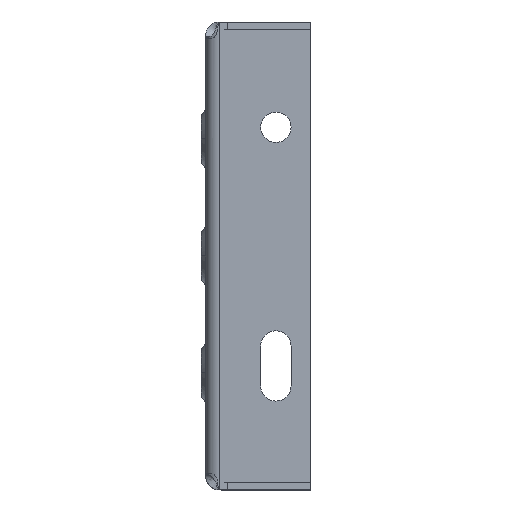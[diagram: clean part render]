
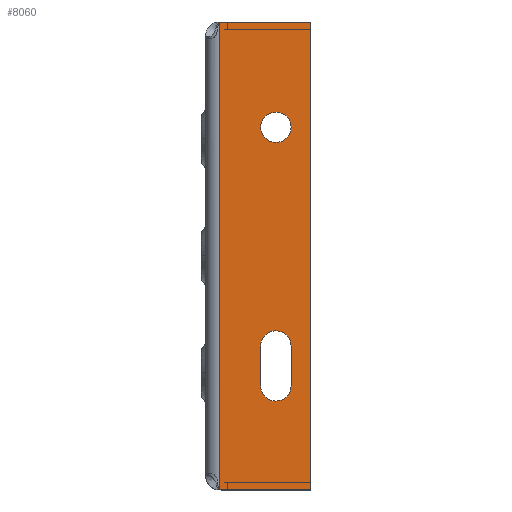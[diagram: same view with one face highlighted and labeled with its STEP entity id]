
A CAD part, left-side view. The second image highlights one B-rep face of the part: STEP entity #8060.
In plain terms, the highlighted planar face has unit normal (-1, 0, 0).
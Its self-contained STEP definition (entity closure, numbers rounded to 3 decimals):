
#112 = ORIENTED_EDGE ( 'NONE', *, *, #15061, .T. ) ;
#397 = CARTESIAN_POINT ( 'NONE',  ( -500., -6.812, 98. ) ) ;
#1300 = AXIS2_PLACEMENT_3D ( 'NONE', #397, #16861, #40524 ) ;
#1685 = ORIENTED_EDGE ( 'NONE', *, *, #33364, .T. ) ;
#1809 = ORIENTED_EDGE ( 'NONE', *, *, #7249, .T. ) ;
#3267 = VERTEX_POINT ( 'NONE', #28455 ) ;
#3695 = VERTEX_POINT ( 'NONE', #7749 ) ;
#3770 = CARTESIAN_POINT ( 'NONE',  ( -500., -23.507, -55.5 ) ) ;
#4110 = VECTOR ( 'NONE', #14438, 1000. ) ;
#4605 = LINE ( 'NONE', #24321, #32581 ) ;
#4952 = DIRECTION ( 'NONE',  ( 1., 0., 0. ) ) ;
#5137 = CARTESIAN_POINT ( 'NONE',  ( -500., -6., -99.828 ) ) ;
#7249 = EDGE_CURVE ( 'NONE', #30030, #20782, #4605, .T. ) ;
#7478 = DIRECTION ( 'NONE',  ( 0., 1., 0. ) ) ;
#7704 = AXIS2_PLACEMENT_3D ( 'NONE', #30457, #33748, #23879 ) ;
#7749 = CARTESIAN_POINT ( 'NONE',  ( -500., -36.507, 55. ) ) ;
#8003 = ORIENTED_EDGE ( 'NONE', *, *, #10612, .F. ) ;
#8060 = ADVANCED_FACE ( 'NONE', ( #26020, #15927, #29090 ), #25145, .F. ) ;
#9487 = CARTESIAN_POINT ( 'NONE',  ( -500., -45.007, -100. ) ) ;
#9655 = CIRCLE ( 'NONE', #40477, 6.5 ) ;
#10098 = VERTEX_POINT ( 'NONE', #3770 ) ;
#10200 = CARTESIAN_POINT ( 'NONE',  ( -500., -23.507, -38.5 ) ) ;
#10467 = VERTEX_POINT ( 'NONE', #29803 ) ;
#10612 = EDGE_CURVE ( 'NONE', #39255, #20782, #13565, .T. ) ;
#10836 = ORIENTED_EDGE ( 'NONE', *, *, #13983, .T. ) ;
#10973 = CARTESIAN_POINT ( 'NONE',  ( -500., -6.812, -98. ) ) ;
#11227 = CIRCLE ( 'NONE', #22421, 6.5 ) ;
#11729 = CARTESIAN_POINT ( 'NONE',  ( -500., -23.507, 0. ) ) ;
#12424 = DIRECTION ( 'NONE',  ( 1., 0., 0. ) ) ;
#12692 = DIRECTION ( 'NONE',  ( 1., 0., 0. ) ) ;
#13117 = DIRECTION ( 'NONE',  ( 0., 1., 0. ) ) ;
#13464 = CARTESIAN_POINT ( 'NONE',  ( -500., -36.507, 0. ) ) ;
#13565 = LINE ( 'NONE', #24295, #4110 ) ;
#13730 = EDGE_CURVE ( 'NONE', #21080, #39255, #15290, .T. ) ;
#13983 = EDGE_CURVE ( 'NONE', #10467, #3267, #20026, .T. ) ;
#14265 = DIRECTION ( 'NONE',  ( 1., 0., 0. ) ) ;
#14355 = CARTESIAN_POINT ( 'NONE',  ( -500., -6.812, -100. ) ) ;
#14438 = DIRECTION ( 'NONE',  ( 0., -1., 0. ) ) ;
#15033 = DIRECTION ( 'NONE',  ( 0., 0., 1. ) ) ;
#15061 = EDGE_CURVE ( 'NONE', #3267, #10098, #34307, .T. ) ;
#15290 = CIRCLE ( 'NONE', #1300, 2. ) ;
#15530 = EDGE_LOOP ( 'NONE', ( #26471, #31497, #41128, #1809, #8003, #30994 ) ) ;
#15893 = AXIS2_PLACEMENT_3D ( 'NONE', #38246, #4952, #18319 ) ;
#15927 = FACE_BOUND ( 'NONE', #37203, .T. ) ;
#16676 = VECTOR ( 'NONE', #22861, 1000. ) ;
#16861 = DIRECTION ( 'NONE',  ( 1., 0., 0. ) ) ;
#16981 = EDGE_LOOP ( 'NONE', ( #1685, #27667, #10836, #112 ) ) ;
#17176 = DIRECTION ( 'NONE',  ( 0., 0., -1. ) ) ;
#18319 = DIRECTION ( 'NONE',  ( 0., 1., 0. ) ) ;
#18330 = LINE ( 'NONE', #11729, #21936 ) ;
#19120 = ORIENTED_EDGE ( 'NONE', *, *, #37520, .T. ) ;
#19269 = CIRCLE ( 'NONE', #33311, 2. ) ;
#20026 = LINE ( 'NONE', #13464, #20916 ) ;
#20782 = VERTEX_POINT ( 'NONE', #32414 ) ;
#20916 = VECTOR ( 'NONE', #17176, 1000. ) ;
#20981 = CARTESIAN_POINT ( 'NONE',  ( -500., -6., 99.828 ) ) ;
#21080 = VERTEX_POINT ( 'NONE', #20981 ) ;
#21765 = EDGE_CURVE ( 'NONE', #27197, #21080, #36023, .T. ) ;
#21936 = VECTOR ( 'NONE', #15033, 1000. ) ;
#22421 = AXIS2_PLACEMENT_3D ( 'NONE', #23202, #12692, #13117 ) ;
#22861 = DIRECTION ( 'NONE',  ( 0., 1., 0. ) ) ;
#22864 = VERTEX_POINT ( 'NONE', #14355 ) ;
#23202 = CARTESIAN_POINT ( 'NONE',  ( -500., -30.007, 55. ) ) ;
#23239 = EDGE_CURVE ( 'NONE', #30030, #22864, #39520, .T. ) ;
#23879 = DIRECTION ( 'NONE',  ( 0., 1., 0. ) ) ;
#24295 = CARTESIAN_POINT ( 'NONE',  ( -500., -45.007, 100. ) ) ;
#24321 = CARTESIAN_POINT ( 'NONE',  ( -500., -45.007, 140.5 ) ) ;
#24994 = CIRCLE ( 'NONE', #15893, 6.5 ) ;
#25145 = PLANE ( 'NONE',  #31951 ) ;
#26020 = FACE_BOUND ( 'NONE', #16981, .T. ) ;
#26071 = CARTESIAN_POINT ( 'NONE',  ( -500., -23.507, 55. ) ) ;
#26370 = DIRECTION ( 'NONE',  ( 0., 0., 1. ) ) ;
#26471 = ORIENTED_EDGE ( 'NONE', *, *, #21765, .F. ) ;
#27197 = VERTEX_POINT ( 'NONE', #5137 ) ;
#27649 = DIRECTION ( 'NONE',  ( 0., 0., -1. ) ) ;
#27667 = ORIENTED_EDGE ( 'NONE', *, *, #36674, .T. ) ;
#28455 = CARTESIAN_POINT ( 'NONE',  ( -500., -36.507, -55.5 ) ) ;
#28881 = CARTESIAN_POINT ( 'NONE',  ( -500., 495.493, 0. ) ) ;
#29090 = FACE_OUTER_BOUND ( 'NONE', #15530, .T. ) ;
#29164 = VECTOR ( 'NONE', #26370, 1000. ) ;
#29803 = CARTESIAN_POINT ( 'NONE',  ( -500., -36.507, -38.5 ) ) ;
#29815 = EDGE_CURVE ( 'NONE', #22864, #27197, #19269, .T. ) ;
#30030 = VERTEX_POINT ( 'NONE', #36585 ) ;
#30457 = CARTESIAN_POINT ( 'NONE',  ( -500., -30.007, -55.5 ) ) ;
#30994 = ORIENTED_EDGE ( 'NONE', *, *, #13730, .F. ) ;
#31497 = ORIENTED_EDGE ( 'NONE', *, *, #29815, .F. ) ;
#31951 = AXIS2_PLACEMENT_3D ( 'NONE', #28881, #12424, #42642 ) ;
#32414 = CARTESIAN_POINT ( 'NONE',  ( -500., -45.007, 100. ) ) ;
#32581 = VECTOR ( 'NONE', #37689, 1000. ) ;
#33311 = AXIS2_PLACEMENT_3D ( 'NONE', #10973, #14265, #27649 ) ;
#33364 = EDGE_CURVE ( 'NONE', #10098, #40374, #18330, .T. ) ;
#33748 = DIRECTION ( 'NONE',  ( 1., 0., 0. ) ) ;
#34307 = CIRCLE ( 'NONE', #7704, 6.5 ) ;
#34436 = DIRECTION ( 'NONE',  ( 1., 0., 0. ) ) ;
#34812 = CARTESIAN_POINT ( 'NONE',  ( -500., -6.812, 100. ) ) ;
#34854 = CARTESIAN_POINT ( 'NONE',  ( -500., -30.007, 55. ) ) ;
#36023 = LINE ( 'NONE', #39089, #29164 ) ;
#36585 = CARTESIAN_POINT ( 'NONE',  ( -500., -45.007, -100. ) ) ;
#36674 = EDGE_CURVE ( 'NONE', #40374, #10467, #24994, .T. ) ;
#36713 = ORIENTED_EDGE ( 'NONE', *, *, #41728, .T. ) ;
#37203 = EDGE_LOOP ( 'NONE', ( #36713, #19120 ) ) ;
#37520 = EDGE_CURVE ( 'NONE', #3695, #41748, #9655, .T. ) ;
#37689 = DIRECTION ( 'NONE',  ( 0., 0., 1. ) ) ;
#38246 = CARTESIAN_POINT ( 'NONE',  ( -500., -30.007, -38.5 ) ) ;
#39089 = CARTESIAN_POINT ( 'NONE',  ( -500., -6., 0. ) ) ;
#39255 = VERTEX_POINT ( 'NONE', #34812 ) ;
#39520 = LINE ( 'NONE', #9487, #16676 ) ;
#40374 = VERTEX_POINT ( 'NONE', #10200 ) ;
#40477 = AXIS2_PLACEMENT_3D ( 'NONE', #34854, #34436, #7478 ) ;
#40524 = DIRECTION ( 'NONE',  ( 0., 0., 1. ) ) ;
#41128 = ORIENTED_EDGE ( 'NONE', *, *, #23239, .F. ) ;
#41728 = EDGE_CURVE ( 'NONE', #41748, #3695, #11227, .T. ) ;
#41748 = VERTEX_POINT ( 'NONE', #26071 ) ;
#42642 = DIRECTION ( 'NONE',  ( 0., 0., -1. ) ) ;
